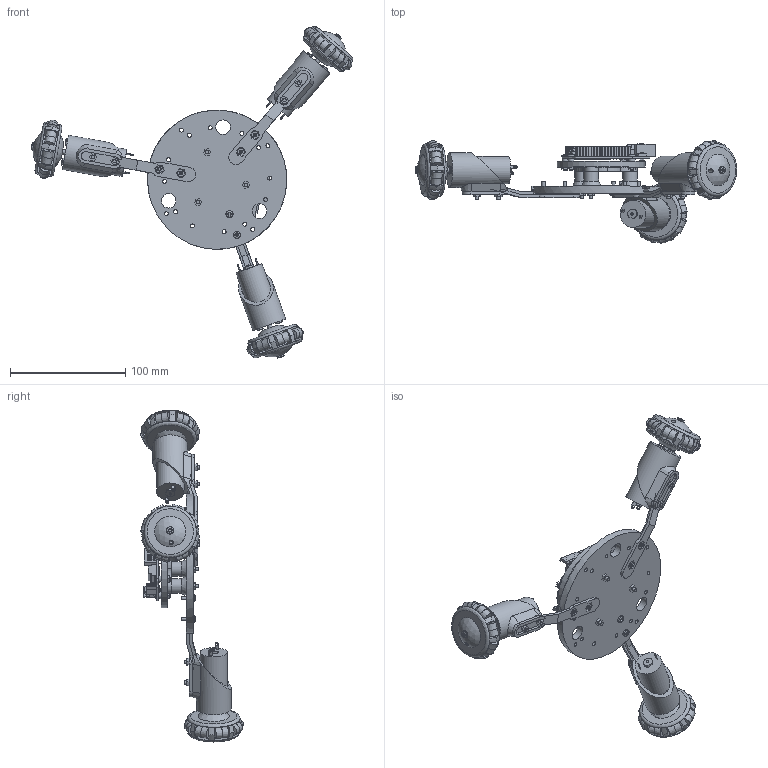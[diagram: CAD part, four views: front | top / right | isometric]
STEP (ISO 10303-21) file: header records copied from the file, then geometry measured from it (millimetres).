
FILE_DESCRIPTION(/* description */ (''),/* implementation_level */ '2;1');
FILE_NAME(/* name */ 'Full Chassis with Arduino, Gyro, 1 inch Arms, and Flexiwheels.iam.stp',/* time_stamp */ '2014-03-02T16:00:31-05:00',/* author */ ('Spooner'),/* organization */ (''),/* preprocessor_version */ 'ST-DEVELOPER v15.2',/* originating_system */ 'Autodesk Inventor 2014',/* authorisation */ '');
FILE_SCHEMA (('AUTOMOTIVE_DESIGN { 1 0 10303 214 3 1 1 }'));
Length unit declared in the file: inch
Products named in the file (25): Arduino Mount; Body; Gyro Mount; Offset; JIS B 1111 - M3x30(1); JIS B 1181 - B M3; Arduino; JIS B 1111 - M3x12(1); Main Body with Arduino and Gyro Mounts; Flexiwheel Hub - Motor Side; Flexiwheel Hub - Out Side; Flexiwheel - Half Wheel; Flexiwheel Roller; Flexiwheel; JIS B 1111 - M3x6(1); Flexiwheel with Hub; Motor Mount Arm (1 inch); Motor Mount; Motor Body; Motor Shaft; Motor; JIS B 1111 - M3x10(1); JIS B 1111 - M3x5(1); Full Motor Arm (1 inch) with Flexiwheel; Full Chassis with Arduino, Gyro, 1 inch Arms, and Flexiwheels
Bounding box: 278.66 x 88.92 x 287.71 mm (x, y, z)
Volume: 297693.3 mm3; surface area: 173547.3 mm2
Topology: 102 solids, 102 shells, 3208 faces, 7705 edges, 4940 vertices
Faces by surface type: plane 1924, cylinder 702, cone 413, torus 128, bspline 34, sphere 7
Full cylindrical faces by diameter (mm): 0.508 x78, 1.27 x1, 1.626 x48, 1.981 x3, 2.286 x6, 2.459 x19, 2.464 x12, 2.5 x28, 2.794 x1, 3 x28, 3.048 x39, 3.429 x19, 3.454 x12, 3.556 x4, 3.81 x3, 3.861 x3, 4.699 x6, 4.724 x6, 5.08 x3, 5.715 x4, 5.893 x6, 6.096 x3, 6.35 x3, 6.452 x12, 6.807 x3, 6.858 x3, 12.7 x6, 13.665 x6, 13.843 x3, 13.868 x3
Entity records: 40517 total; most frequent: CARTESIAN_POINT 7271, DIRECTION 6711, ORIENTED_EDGE 5956, EDGE_CURVE 2978, AXIS2_PLACEMENT_3D 2354, VERTEX_POINT 2074, EDGE_LOOP 2014, LINE 2003
